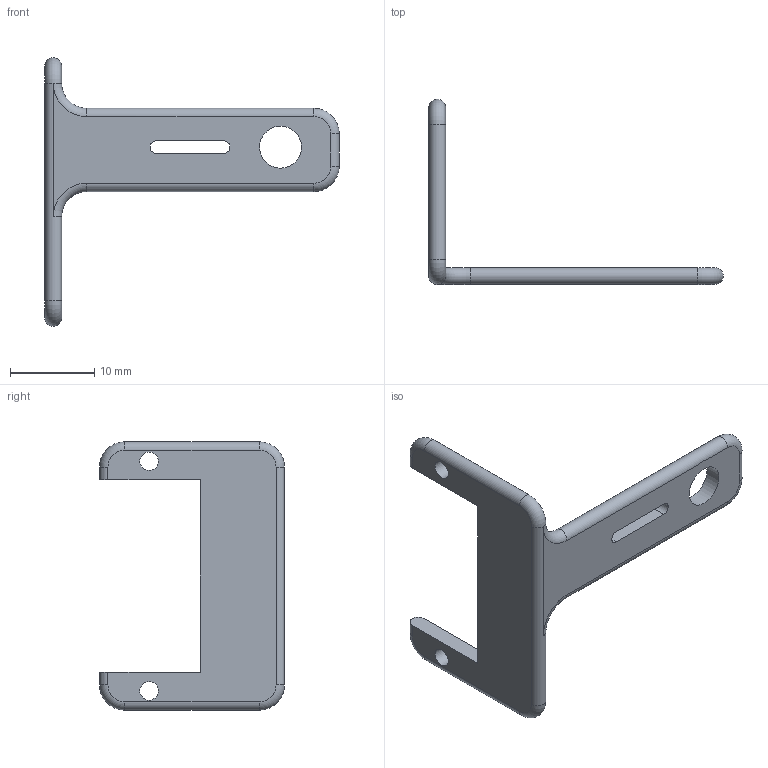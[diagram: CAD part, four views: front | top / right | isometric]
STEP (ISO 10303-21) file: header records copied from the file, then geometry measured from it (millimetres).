
FILE_DESCRIPTION(('STEP AP203'), '1');
FILE_NAME('櫻蠉錪', '', ('UNSPECIFIED'), ('UNSPECIFIED'), 'C3D Converter', 'C3D Toolkit', '');
FILE_SCHEMA(('CONFIG_CONTROL_DESIGN'));
Length unit declared in the file: millimetre
Products named in the file (2): ANY
Assembly tree (1 placements, depth 2):
  (unnamed)
    ANY
Bounding box: 35 x 22 x 31.9 mm (x, y, z)
Volume: 1347.3 mm3; surface area: 1757.3 mm2
Topology: 1 solids, 1 shells, 36 faces, 101 edges, 67 vertices
Faces by surface type: cylinder 19, plane 9, torus 8
Full cylindrical faces by diameter (mm): 2.2 x2, 5 x1
Entity records: 1347 total; most frequent: CARTESIAN_POINT 283, DIRECTION 216, ORIENTED_EDGE 196, EDGE_CURVE 98, AXIS2_PLACEMENT_3D 88, VERTEX_POINT 67, CIRCLE 50, EDGE_LOOP 47
